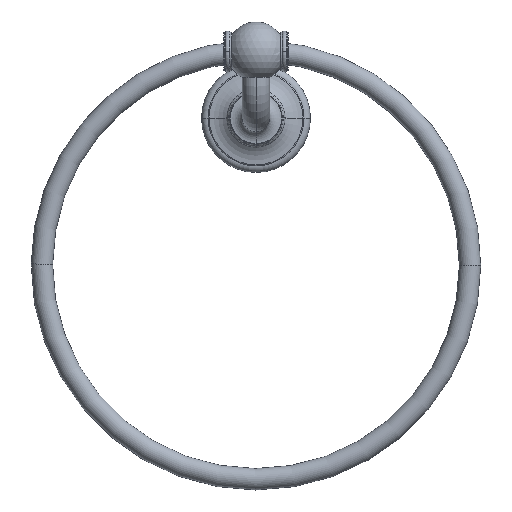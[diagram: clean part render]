
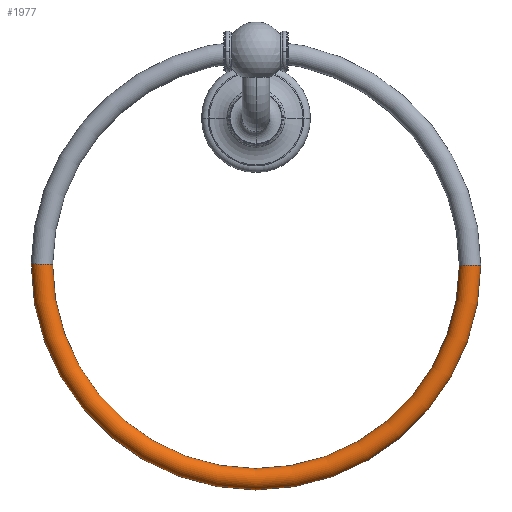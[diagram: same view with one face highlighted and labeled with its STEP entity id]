
A CAD part, top view. The second image highlights one B-rep face of the part: STEP entity #1977.
In plain terms, the highlighted toroidal (fillet/blend) face has major radius 100 mm and minor radius 5 mm.
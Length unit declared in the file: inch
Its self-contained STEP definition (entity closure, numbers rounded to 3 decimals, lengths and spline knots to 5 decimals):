
#1859=CARTESIAN_POINT('',(-0.00005,-2.71161,
2.70255));
#1860=DIRECTION('',(0.,0.,1.));
#1861=DIRECTION('',(-1.,0.006,0.));
#1862=AXIS2_PLACEMENT_3D('',#1859,#1860,#1861);
#1864=CARTESIAN_POINT('',(-3.937,-2.68984,
2.70255));
#1865=DIRECTION('',(-0.006,-1.,0.));
#1866=DIRECTION('',(1.,-0.006,0.));
#1867=AXIS2_PLACEMENT_3D('',#1864,#1865,#1866);
#1869=CARTESIAN_POINT('',(-0.00005,-2.71161,
2.70255));
#1870=DIRECTION('',(0.,0.,1.));
#1871=DIRECTION('',(-1.,0.006,0.));
#1872=AXIS2_PLACEMENT_3D('',#1869,#1870,#1871);
#1874=CARTESIAN_POINT('',(3.93696,-2.71161,2.70255));
#1875=DIRECTION('',(0.,1.,0.));
#1876=DIRECTION('',(-1.,0.,0.));
#1877=AXIS2_PLACEMENT_3D('',#1874,#1875,#1876);
#1908=CARTESIAN_POINT('',(-3.74015,-2.69093,
2.70255));
#1909=CARTESIAN_POINT('',(-4.13384,-2.68875,
2.70255));
#1910=VERTEX_POINT('',#1908);
#1911=VERTEX_POINT('',#1909);
#1916=CARTESIAN_POINT('',(3.74011,-2.71161,2.70255));
#1917=VERTEX_POINT('',#1916);
#1918=CARTESIAN_POINT('',(4.13381,-2.71161,2.70255));
#1919=VERTEX_POINT('',#1918);
#1965=CARTESIAN_POINT('',(-0.00005,-2.71161,
2.70255));
#1966=DIRECTION('',(0.,0.,1.));
#1967=DIRECTION('',(1.,-0.006,0.));
#1968=AXIS2_PLACEMENT_3D('',#1965,#1966,#1967);
#1969=TOROIDAL_SURFACE('',#1968,3.93701,0.19685);
#1970=ORIENTED_EDGE('',*,*,#1929,.F.);
#1971=ORIENTED_EDGE('',*,*,#1960,.T.);
#1973=ORIENTED_EDGE('',*,*,#1972,.T.);
#1974=ORIENTED_EDGE('',*,*,#1956,.F.);
#1975=EDGE_LOOP('',(#1970,#1971,#1973,#1974));
#1976=FACE_OUTER_BOUND('',#1975,.F.);
#1977=ADVANCED_FACE('',(#1976),#1969,.T.);
#1863=CIRCLE('',#1862,4.13386);
#1868=CIRCLE('',#1867,0.19685);
#1873=CIRCLE('',#1872,3.74016);
#1878=CIRCLE('',#1877,0.19685);
#1929=EDGE_CURVE('',#1910,#1911,#1868,.T.);
#1956=EDGE_CURVE('',#1911,#1919,#1863,.T.);
#1960=EDGE_CURVE('',#1910,#1917,#1873,.T.);
#1972=EDGE_CURVE('',#1917,#1919,#1878,.T.);
